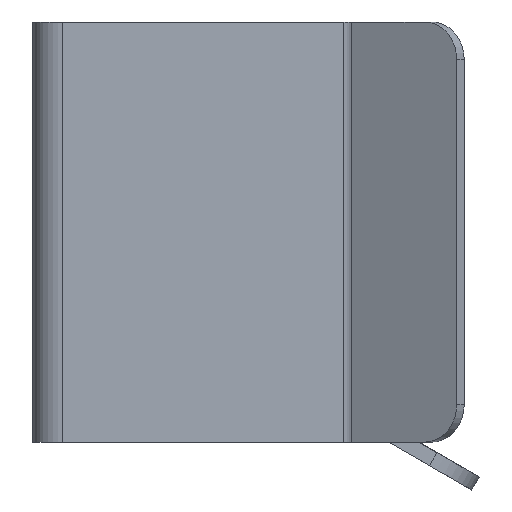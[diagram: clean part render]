
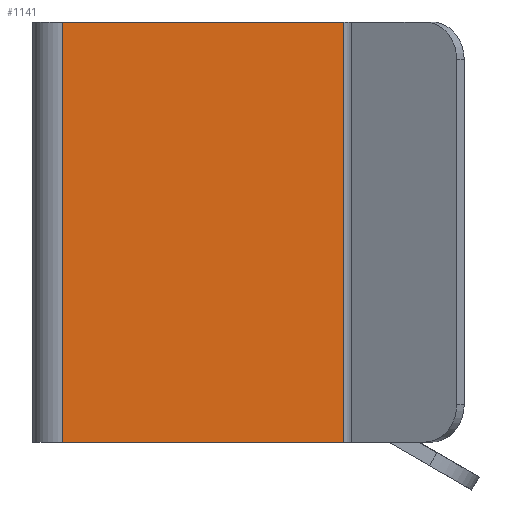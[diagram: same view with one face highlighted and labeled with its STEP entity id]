
A CAD part, left-side view. The second image highlights one B-rep face of the part: STEP entity #1141.
In plain terms, the highlighted planar face has unit normal (-1, 0, 0).
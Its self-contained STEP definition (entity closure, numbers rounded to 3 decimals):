
#77=PLANE('',#1319);
#134=FACE_OUTER_BOUND('',#199,.T.);
#199=EDGE_LOOP('',(#997,#998,#999,#1000));
#270=LINE('',#1847,#381);
#288=LINE('',#1911,#399);
#314=LINE('',#1988,#425);
#315=LINE('',#1990,#426);
#381=VECTOR('',#1503,10.);
#399=VECTOR('',#1557,10.);
#425=VECTOR('',#1635,10.);
#426=VECTOR('',#1638,10.);
#537=VERTEX_POINT('',#1844);
#538=VERTEX_POINT('',#1846);
#565=VERTEX_POINT('',#1908);
#566=VERTEX_POINT('',#1910);
#666=EDGE_CURVE('',#538,#537,#270,.T.);
#698=EDGE_CURVE('',#566,#565,#288,.T.);
#738=EDGE_CURVE('',#538,#565,#314,.T.);
#739=EDGE_CURVE('',#566,#537,#315,.T.);
#997=ORIENTED_EDGE('',*,*,#738,.F.);
#998=ORIENTED_EDGE('',*,*,#666,.T.);
#999=ORIENTED_EDGE('',*,*,#739,.F.);
#1000=ORIENTED_EDGE('',*,*,#698,.T.);
#1141=ADVANCED_FACE('',(#134),#77,.T.);
#1319=AXIS2_PLACEMENT_3D('',#1989,#1636,#1637);
#1503=DIRECTION('',(0.,-1.,0.));
#1557=DIRECTION('',(0.,1.,0.));
#1635=DIRECTION('',(0.,0.,1.));
#1636=DIRECTION('center_axis',(-1.,0.,0.));
#1637=DIRECTION('ref_axis',(0.,0.,1.));
#1638=DIRECTION('',(0.,0.,-1.));
#1844=CARTESIAN_POINT('',(0.,-82.928,-56.));
#1846=CARTESIAN_POINT('',(0.,-8.,-56.));
#1847=CARTESIAN_POINT('',(0.,0.,-56.));
#1908=CARTESIAN_POINT('',(0.,-8.,56.));
#1910=CARTESIAN_POINT('',(0.,-82.928,56.));
#1911=CARTESIAN_POINT('',(0.,0.,56.));
#1988=CARTESIAN_POINT('',(0.,-8.,0.));
#1989=CARTESIAN_POINT('Origin',(0.,-84.,0.));
#1990=CARTESIAN_POINT('',(0.,-82.928,0.));
